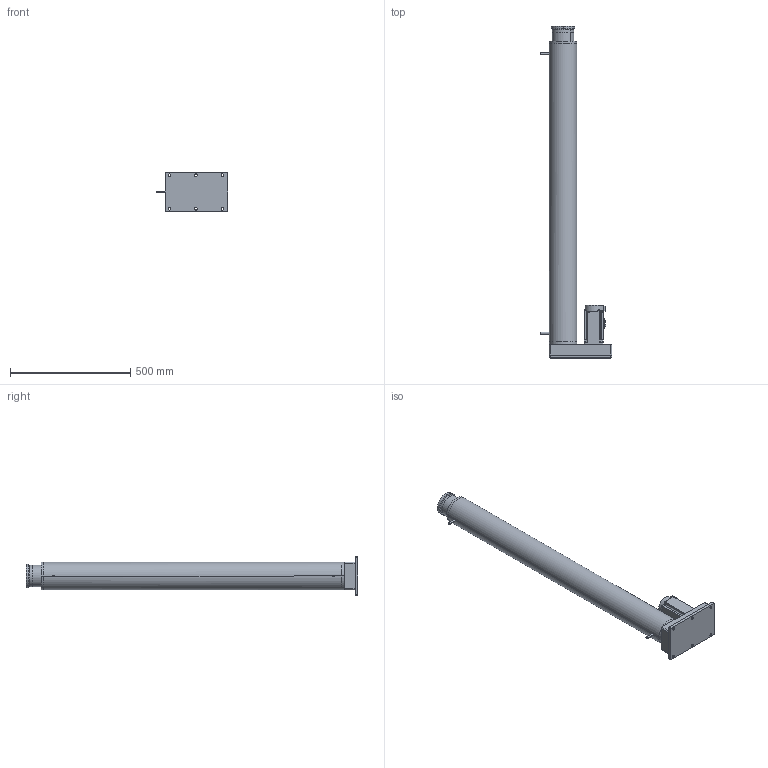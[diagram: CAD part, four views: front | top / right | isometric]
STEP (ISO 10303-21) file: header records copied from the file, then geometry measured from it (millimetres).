
FILE_DESCRIPTION (( 'STEP AP203' ), '1' );
FILE_NAME ('RLD115-10HB-1.3KN-R2200-S2-333mm-s.STEP', '2025-02-10T03:37:20', ( '微软用户' ), ( '微软中国' ), 'SwSTEP 2.0', 'SolidWorks 2022', '' );
FILE_SCHEMA (( 'CONFIG_CONTROL_DESIGN' ));
Length unit declared in the file: millimetre
Products named in the file (7): 复件 240408-DM-115多节缸轴承座^RLD115-10HB-1.3KN-R2200-S2-333mm-s; 复件 240408-DM-115多节缸箱体盖板^RLD115-10HB-1.3KN-R2200-S2-333mm-s; RLD115-10HB-1.3KN-R2200-S2-333mm-s; 复件 240408-DM-115多节缸第一节管^RLD115-10HB-1.3KN-R2200-S2-333mm-s; 复件 240408-DM-115多节缸第三节管^RLD115-10HB-1.3KN-R2200-S2-333mm-s; hg-kr73bj_; 复件 240408-DM-115多节缸第二节管^RLD115-10HB-1.3KN-R2200-S2-333mm-s
Assembly tree (6 placements, depth 2):
  RLD115-10HB-1.3KN-R2200-S2-333mm-s
    复件 240408-DM-115多节缸箱体盖板^RLD115-10HB-1.3KN-R2200-S2-333mm-s
    复件 240408-DM-115多节缸轴承座^RLD115-10HB-1.3KN-R2200-S2-333mm-s
    复件 240408-DM-115多节缸第二节管^RLD115-10HB-1.3KN-R2200-S2-333mm-s
    复件 240408-DM-115多节缸第三节管^RLD115-10HB-1.3KN-R2200-S2-333mm-s
    复件 240408-DM-115多节缸第一节管^RLD115-10HB-1.3KN-R2200-S2-333mm-s
    hg-kr73bj_
Bounding box: 298 x 1380 x 160 mm (x, y, z)
Volume: 8132857.2 mm3; surface area: 2358508.7 mm2
Topology: 10 solids, 10 shells, 307 faces, 759 edges, 501 vertices
Faces by surface type: cylinder 155, plane 152
Entity records: 10135 total; most frequent: DIRECTION 1724, CARTESIAN_POINT 1708, ORIENTED_EDGE 1518, EDGE_CURVE 759, AXIS2_PLACEMENT_3D 653, VERTEX_POINT 501, VECTOR 418, LINE 418
